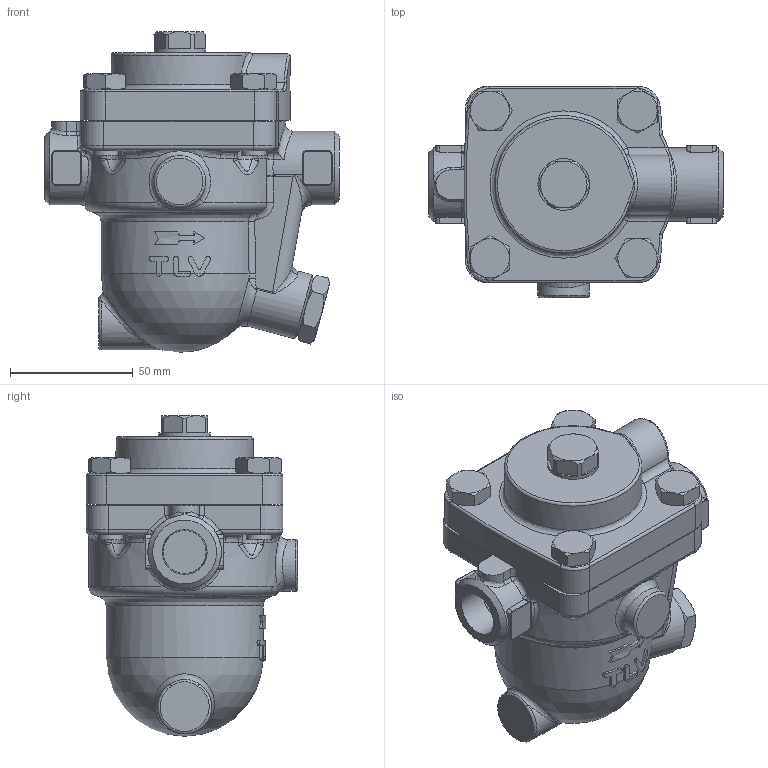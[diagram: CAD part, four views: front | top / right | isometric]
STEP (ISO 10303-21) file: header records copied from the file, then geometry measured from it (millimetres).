
FILE_DESCRIPTION((''),'2;1');
FILE_NAME('j3x00-015-screw-00.stp','2009-10-23T13:57:59',('nakaot'),(''),'Autodesk Inventor 2008','Autodesk Inventor 2008','');
FILE_SCHEMA(('AUTOMOTIVE_DESIGN { 1 0 10303 214 1 1 1 1 }'));
Length unit declared in the file: millimetre
Products named in the file (1): j3x00-015-screw-00
Bounding box: 120 x 86 x 130.5 mm (x, y, z)
Volume: 535094.1 mm3; surface area: 59098.6 mm2
Topology: 1 solids, 1 shells, 462 faces, 1132 edges, 691 vertices
Faces by surface type: bspline 118, plane 115, cylinder 114, cone 73, torus 38, sphere 4
Full cylindrical faces by diameter (mm): 10 x8, 13.351 x1, 21 x2, 27 x1, 30 x1, 56.5 x1
Entity records: 25173 total; most frequent: CARTESIAN_POINT 15559, ORIENTED_EDGE 2152, DIRECTION 1794, EDGE_CURVE 1076, AXIS2_PLACEMENT_3D 774, VERTEX_POINT 669, EDGE_LOOP 519, FACE_OUTER_BOUND 460
